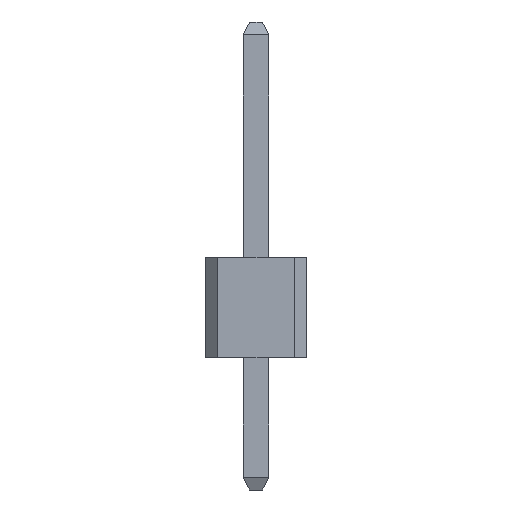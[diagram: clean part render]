
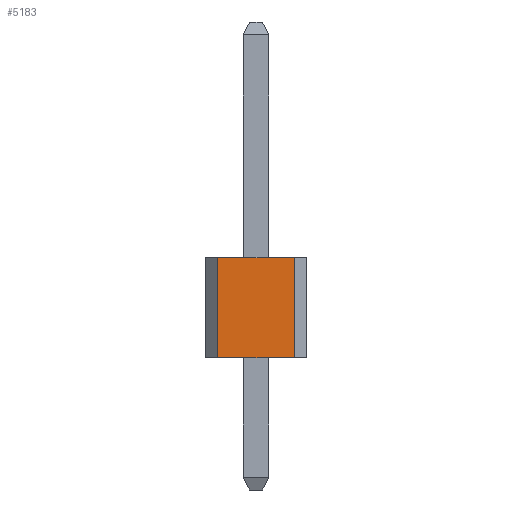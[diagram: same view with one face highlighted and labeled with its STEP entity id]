
A CAD part, left-side view. The second image highlights one B-rep face of the part: STEP entity #5183.
In plain terms, the highlighted planar face has unit normal (-1, 0, 0).
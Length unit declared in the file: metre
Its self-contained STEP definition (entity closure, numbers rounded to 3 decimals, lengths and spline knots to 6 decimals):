
#952=ORIENTED_EDGE('',*,*,#1916,.T.);
#953=ORIENTED_EDGE('',*,*,#1917,.T.);
#954=ORIENTED_EDGE('',*,*,#1918,.F.);
#955=ORIENTED_EDGE('',*,*,#1919,.T.);
#1916=EDGE_CURVE('',#2442,#2443,#3054,.T.);
#1917=EDGE_CURVE('',#2443,#2444,#3055,.T.);
#1918=EDGE_CURVE('',#2445,#2444,#3056,.T.);
#1919=EDGE_CURVE('',#2445,#2442,#3057,.T.);
#2442=VERTEX_POINT('',#8239);
#2443=VERTEX_POINT('',#8240);
#2444=VERTEX_POINT('',#8242);
#2445=VERTEX_POINT('',#8244);
#3054=LINE('',#8238,#3756);
#3055=LINE('',#8241,#3757);
#3056=LINE('',#8243,#3758);
#3057=LINE('',#8245,#3759);
#3756=VECTOR('',#6831,1.);
#3757=VECTOR('',#6832,1.);
#3758=VECTOR('',#6833,1.);
#3759=VECTOR('',#6834,1.);
#4235=EDGE_LOOP('',(#952,#953,#954,#955));
#4551=FACE_BOUND('',#4235,.T.);
#4867=PLANE('',#5800);
#5183=ADVANCED_FACE('',(#4551),#4867,.F.);
#5800=AXIS2_PLACEMENT_3D('',#8237,#6829,#6830);
#6829=DIRECTION('',(1.,0.,0.));
#6830=DIRECTION('',(0.,0.,-1.));
#6831=DIRECTION('',(0.,-1.,0.));
#6832=DIRECTION('',(0.,0.,1.));
#6833=DIRECTION('',(0.,-1.,0.));
#6834=DIRECTION('',(0.,0.,-1.));
#8237=CARTESIAN_POINT('',(-0.00127,0.,0.0025));
#8238=CARTESIAN_POINT('',(-0.00127,0.,0.));
#8239=CARTESIAN_POINT('',(-0.00127,0.00095,0.));
#8240=CARTESIAN_POINT('',(-0.00127,-0.00095,0.));
#8241=CARTESIAN_POINT('',(-0.00127,-0.00095,0.0025));
#8242=CARTESIAN_POINT('',(-0.00127,-0.00095,0.0025));
#8243=CARTESIAN_POINT('',(-0.00127,0.,0.0025));
#8244=CARTESIAN_POINT('',(-0.00127,0.00095,0.0025));
#8245=CARTESIAN_POINT('',(-0.00127,0.00095,0.));
